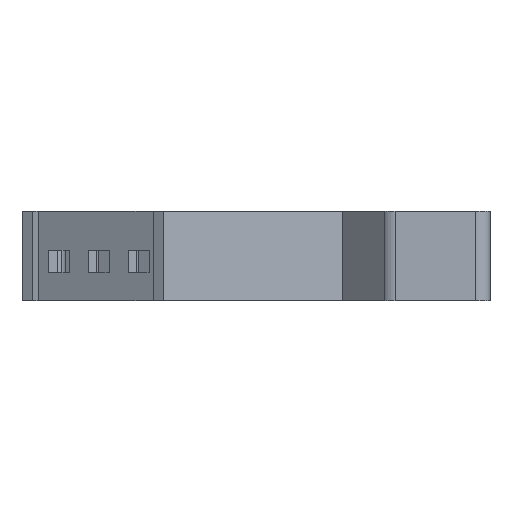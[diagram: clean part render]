
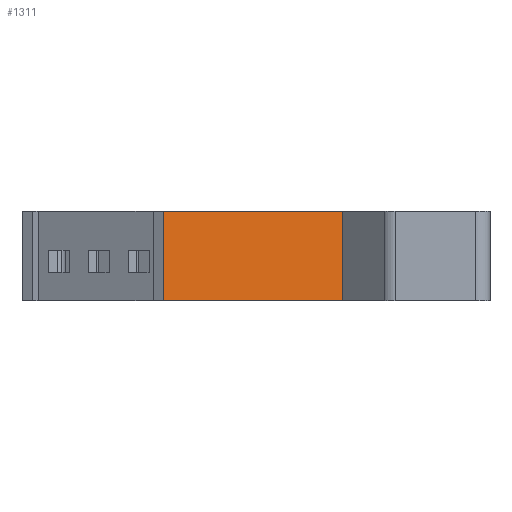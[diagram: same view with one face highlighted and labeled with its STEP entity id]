
A CAD part, left-side view. The second image highlights one B-rep face of the part: STEP entity #1311.
In plain terms, the highlighted planar face has unit normal (-0.985, -0.174, 0).
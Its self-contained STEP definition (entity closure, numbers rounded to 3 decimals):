
#232 = EDGE_CURVE ( 'NONE', #2057, #999, #1487, .T. ) ;
#447 = DIRECTION ( 'NONE',  ( -0.174, 0.985, 0. ) ) ;
#542 = VERTEX_POINT ( 'NONE', #1651 ) ;
#673 = CARTESIAN_POINT ( 'NONE',  ( -13.875, 6.425, 0. ) ) ;
#855 = LINE ( 'NONE', #1756, #2196 ) ;
#864 = EDGE_LOOP ( 'NONE', ( #912, #1638, #2591, #2242 ) ) ;
#912 = ORIENTED_EDGE ( 'NONE', *, *, #2488, .T. ) ;
#999 = VERTEX_POINT ( 'NONE', #673 ) ;
#1009 = CARTESIAN_POINT ( 'NONE',  ( -16., 18.474, 6. ) ) ;
#1040 = PLANE ( 'NONE',  #1849 ) ;
#1163 = CARTESIAN_POINT ( 'NONE',  ( -13.875, 6.425, 3.4 ) ) ;
#1221 = DIRECTION ( 'NONE',  ( 0.985, 0.174, 0. ) ) ;
#1249 = CARTESIAN_POINT ( 'NONE',  ( -13.875, 6.425, 6. ) ) ;
#1252 = CARTESIAN_POINT ( 'NONE',  ( -16., 18.474, 3.4 ) ) ;
#1311 = ADVANCED_FACE ( 'NONE', ( #2502 ), #1040, .F. ) ;
#1405 = DIRECTION ( 'NONE',  ( 0., 0., -1. ) ) ;
#1480 = EDGE_CURVE ( 'NONE', #542, #1586, #1528, .T. ) ;
#1487 = LINE ( 'NONE', #1163, #1505 ) ;
#1505 = VECTOR ( 'NONE', #1405, 1000. ) ;
#1521 = VECTOR ( 'NONE', #2171, 1000. ) ;
#1528 = LINE ( 'NONE', #1252, #1521 ) ;
#1586 = VERTEX_POINT ( 'NONE', #2772 ) ;
#1638 = ORIENTED_EDGE ( 'NONE', *, *, #232, .F. ) ;
#1651 = CARTESIAN_POINT ( 'NONE',  ( -16., 18.474, 6. ) ) ;
#1691 = DIRECTION ( 'NONE',  ( 0.174, -0.985, 0. ) ) ;
#1706 = LINE ( 'NONE', #1009, #2364 ) ;
#1756 = CARTESIAN_POINT ( 'NONE',  ( -13.875, 6.425, 0. ) ) ;
#1849 = AXIS2_PLACEMENT_3D ( 'NONE', #2296, #1221, #447 ) ;
#2057 = VERTEX_POINT ( 'NONE', #1249 ) ;
#2171 = DIRECTION ( 'NONE',  ( 0., 0., -1. ) ) ;
#2196 = VECTOR ( 'NONE', #1691, 1000. ) ;
#2242 = ORIENTED_EDGE ( 'NONE', *, *, #1480, .T. ) ;
#2296 = CARTESIAN_POINT ( 'NONE',  ( -13.875, 6.425, 3.4 ) ) ;
#2317 = EDGE_CURVE ( 'NONE', #542, #2057, #1706, .T. ) ;
#2364 = VECTOR ( 'NONE', #2796, 1000. ) ;
#2488 = EDGE_CURVE ( 'NONE', #1586, #999, #855, .T. ) ;
#2502 = FACE_OUTER_BOUND ( 'NONE', #864, .T. ) ;
#2591 = ORIENTED_EDGE ( 'NONE', *, *, #2317, .F. ) ;
#2772 = CARTESIAN_POINT ( 'NONE',  ( -16., 18.474, 0. ) ) ;
#2796 = DIRECTION ( 'NONE',  ( 0.174, -0.985, 0. ) ) ;
